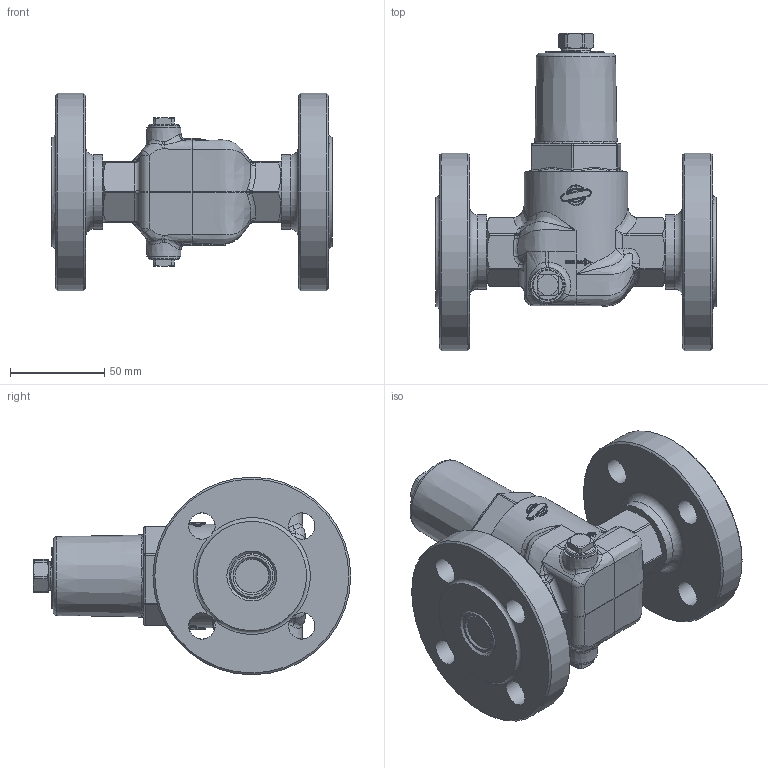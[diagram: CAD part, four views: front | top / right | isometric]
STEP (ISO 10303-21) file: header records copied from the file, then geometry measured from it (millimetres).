
FILE_DESCRIPTION(/* description */ (''),/* implementation_level */ '2;1');
FILE_NAME(/* name */ '080203.stp',/* time_stamp */ '2015-10-22T18:35:14+02:00',/* author */ ('powierski'),/* organization */ (''),/* preprocessor_version */ 'ST-DEVELOPER v15.6',/* originating_system */ 'Autodesk Inventor 2015',/* authorisation */ '');
FILE_SCHEMA (('AUTOMOTIVE_DESIGN { 1 0 10303 214 3 1 1 }'));
Products named in the file (1): 080203_step
Bounding box: 149 x 168.58 x 105 mm (x, y, z)
Volume: 617484.7 mm3; surface area: 80517.8 mm2
Topology: 1 solids, 2 shells, 853 faces, 2204 edges, 1359 vertices
Faces by surface type: bspline 415, plane 178, cylinder 140, cone 49, sphere 38, torus 33
Full cylindrical faces by diameter (mm): 2 x1, 10 x1, 10.2 x1, 14 x8, 15 x1, 16.5 x2, 18 x2, 24.12 x2, 39.5 x2, 55 x1, 105 x2
Entity records: 41301 total; most frequent: CARTESIAN_POINT 23297, ORIENTED_EDGE 4198, DIRECTION 2400, EDGE_CURVE 2099, VERTEX_POINT 1331, B_SPLINE_CURVE_WITH_KNOTS 1104, AXIS2_PLACEMENT_3D 1018, EDGE_LOOP 950
